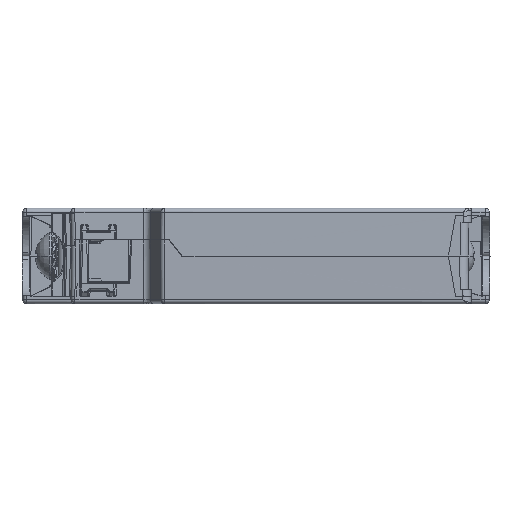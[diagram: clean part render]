
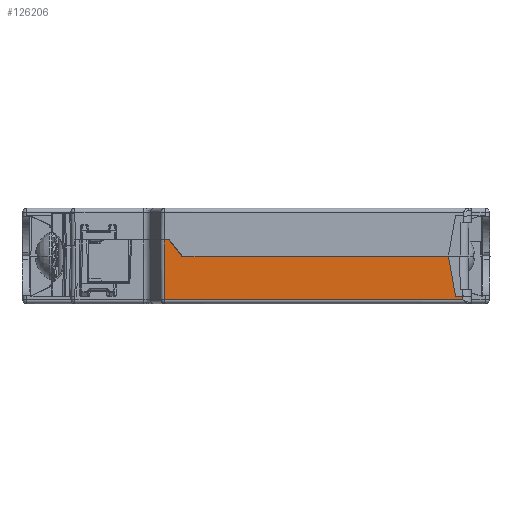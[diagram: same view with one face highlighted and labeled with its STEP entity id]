
A CAD part, front view. The second image highlights one B-rep face of the part: STEP entity #126206.
In plain terms, the highlighted planar face has unit normal (0, -1, -0.013).
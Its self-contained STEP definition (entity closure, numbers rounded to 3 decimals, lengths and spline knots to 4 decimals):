
#31063=DIRECTION('',(1.,0.,0.));
#31064=VECTOR('',#31063,2.3231);
#31065=CARTESIAN_POINT('',(-1.1605,-1.5005,
-0.3414));
#31066=LINE('',#31065,#31064);
#34522=DIRECTION('',(1.,0.,0.));
#34523=VECTOR('',#34522,0.0344);
#34524=CARTESIAN_POINT('',(-1.1644,-1.5066,0.125));
#34525=LINE('',#34524,#34523);
#34593=DIRECTION('',(-1.,0.,0.));
#34594=VECTOR('',#34593,2.075);
#34595=CARTESIAN_POINT('',(1.05,-1.505,0.));
#34596=LINE('',#34595,#34594);
#34620=DIRECTION('',(0.174,0.013,-0.985));
#34621=VECTOR('',#34620,0.3158);
#34622=CARTESIAN_POINT('',(1.05,-1.505,0.));
#34623=LINE('',#34622,#34621);
#34624=CARTESIAN_POINT('',(1.1048,-1.5009,
-0.311));
#34625=CARTESIAN_POINT('',(1.1049,-1.5009,
-0.3114));
#34626=CARTESIAN_POINT('',(1.1051,-1.5009,
-0.3123));
#34627=CARTESIAN_POINT('',(1.1053,-1.5009,
-0.3137));
#34628=CARTESIAN_POINT('',(1.1055,-1.5009,
-0.3145));
#34629=CARTESIAN_POINT('',(1.1055,-1.5009,
-0.315));
#34631=DIRECTION('',(-0.018,0.015,-1.));
#34632=VECTOR('',#34631,0.0264);
#34633=CARTESIAN_POINT('',(1.163,-1.5009,
-0.315));
#34634=LINE('',#34633,#34632);
#34635=DIRECTION('',(-0.008,-0.013,1.));
#34636=VECTOR('',#34635,0.4665);
#34637=CARTESIAN_POINT('',(-1.1605,-1.5005,
-0.3414));
#34638=LINE('',#34637,#34636);
#35203=DIRECTION('',(1.,0.,0.));
#35204=VECTOR('',#35203,0.0575);
#35205=CARTESIAN_POINT('',(1.1055,-1.5009,
-0.315));
#35206=LINE('',#35205,#35204);
#44545=DIRECTION('',(-1.,0.,0.));
#44546=VECTOR('',#44545,0.005);
#44547=CARTESIAN_POINT('',(-1.025,-1.505,0.));
#44548=LINE('',#44547,#44546);
#45190=DIRECTION('',(0.625,0.01,-0.781));
#45191=VECTOR('',#45190,0.1601);
#45192=CARTESIAN_POINT('',(-1.13,-1.5066,0.125));
#45193=LINE('',#45192,#45191);
#95193=CARTESIAN_POINT('',(-1.025,-1.505,0.));
#95195=VERTEX_POINT('',#95193);
#97060=CARTESIAN_POINT('',(1.05,-1.505,0.));
#97062=VERTEX_POINT('',#97060);
#106217=CARTESIAN_POINT('',(-1.03,-1.505,0.));
#106218=VERTEX_POINT('',#106217);
#106219=CARTESIAN_POINT('',(-1.13,-1.5066,0.125));
#106220=VERTEX_POINT('',#106219);
#108028=CARTESIAN_POINT('',(-1.1644,-1.5066,0.125));
#108029=VERTEX_POINT('',#108028);
#108030=CARTESIAN_POINT('',(-1.1605,-1.5005,
-0.3414));
#108031=VERTEX_POINT('',#108030);
#108032=CARTESIAN_POINT('',(1.1625,-1.5005,
-0.3414));
#108033=VERTEX_POINT('',#108032);
#108034=CARTESIAN_POINT('',(1.163,-1.5009,
-0.315));
#108035=VERTEX_POINT('',#108034);
#108036=CARTESIAN_POINT('',(1.1055,-1.5009,
-0.315));
#108037=VERTEX_POINT('',#108036);
#108038=VERTEX_POINT('',#34624);
#126182=CARTESIAN_POINT('',(-0.0007,-1.5036,
-0.1082));
#126183=DIRECTION('',(0.,1.,0.013));
#126184=DIRECTION('',(-1.,0.,0.));
#126185=AXIS2_PLACEMENT_3D('',#126182,#126183,#126184);
#126186=PLANE('',#126185);
#126187=ORIENTED_EDGE('',*,*,#126162,.F.);
#126189=ORIENTED_EDGE('',*,*,#126188,.T.);
#126191=ORIENTED_EDGE('',*,*,#126190,.T.);
#126193=ORIENTED_EDGE('',*,*,#126192,.T.);
#126195=ORIENTED_EDGE('',*,*,#126194,.T.);
#126196=ORIENTED_EDGE('',*,*,#121528,.F.);
#126198=ORIENTED_EDGE('',*,*,#126197,.T.);
#126199=ORIENTED_EDGE('',*,*,#126026,.T.);
#126201=ORIENTED_EDGE('',*,*,#126200,.T.);
#126203=ORIENTED_EDGE('',*,*,#126202,.F.);
#126204=EDGE_LOOP('',(#126187,#126189,#126191,#126193,#126195,#126196,#126198,
#126199,#126201,#126203));
#126205=FACE_OUTER_BOUND('',#126204,.F.);
#34630=B_SPLINE_CURVE_WITH_KNOTS('',3,(#34624,#34625,#34626,#34627,#34628,
#34629),.UNSPECIFIED.,.F.,.F.,(4,1,1,4),(0.,0.3333,
0.6667,1.),.UNSPECIFIED.);
#121528=EDGE_CURVE('',#108031,#108033,#31066,.T.);
#126026=EDGE_CURVE('',#108029,#106220,#34525,.T.);
#126162=EDGE_CURVE('',#97062,#95195,#34596,.T.);
#126188=EDGE_CURVE('',#97062,#108038,#34623,.T.);
#126190=EDGE_CURVE('',#108038,#108037,#34630,.T.);
#126192=EDGE_CURVE('',#108037,#108035,#35206,.T.);
#126194=EDGE_CURVE('',#108035,#108033,#34634,.T.);
#126197=EDGE_CURVE('',#108031,#108029,#34638,.T.);
#126200=EDGE_CURVE('',#106220,#106218,#45193,.T.);
#126202=EDGE_CURVE('',#95195,#106218,#44548,.T.);
#126206=ADVANCED_FACE('',(#126205),#126186,.F.);
